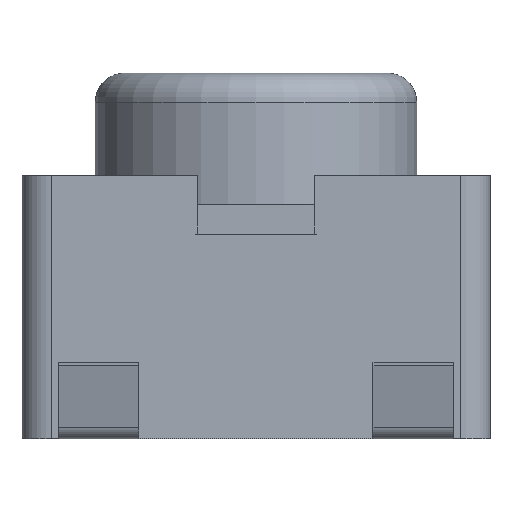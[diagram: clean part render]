
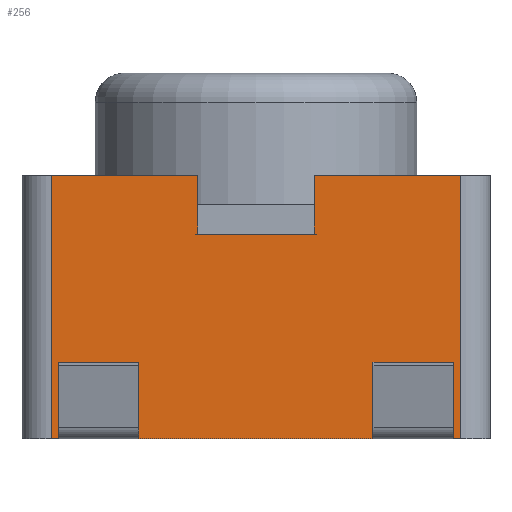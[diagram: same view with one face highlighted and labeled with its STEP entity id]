
A CAD part, left-side view. The second image highlights one B-rep face of the part: STEP entity #256.
In plain terms, the highlighted planar face has unit normal (-1, 0, 0).
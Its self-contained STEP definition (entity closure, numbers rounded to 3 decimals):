
#13=DIRECTION('',(0.,0.,1.));
#29=DIRECTION('',(1.,0.,0.));
#38=DIRECTION('',(0.,-1.,0.));
#61=VECTOR('',#38,1.);
#121=VERTEX_POINT('',#122);
#122=CARTESIAN_POINT('',(-2.1,1.4,0.));
#127=EDGE_CURVE('',#121,#128,#130,.T.);
#128=VERTEX_POINT('',#129);
#129=CARTESIAN_POINT('',(-2.1,1.35,0.));
#130=LINE('',#131,#61);
#131=CARTESIAN_POINT('',(-2.1,1.6,0.));
#160=VERTEX_POINT('',#161);
#161=CARTESIAN_POINT('',(-2.1,0.8,0.));
#163=EDGE_CURVE('',#160,#164,#130,.T.);
#164=VERTEX_POINT('',#165);
#165=CARTESIAN_POINT('',(-2.1,-0.8,0.));
#188=VERTEX_POINT('',#189);
#189=CARTESIAN_POINT('',(-2.1,-1.35,0.));
#191=EDGE_CURVE('',#188,#192,#130,.T.);
#192=VERTEX_POINT('',#193);
#193=CARTESIAN_POINT('',(-2.1,-1.4,0.));
#209=VECTOR('',#13,1.);
#246=VERTEX_POINT('',#247);
#247=CARTESIAN_POINT('',(-2.1,-1.4,1.8));
#251=ORIENTED_EDGE('',*,*,#252,.F.);
#252=EDGE_CURVE('',#192,#246,#253,.T.);
#253=LINE('',#193,#209);
#256=ADVANCED_FACE('',(#257),#364,.F.);
#257=FACE_BOUND('',#258,.F.);
#258=EDGE_LOOP('',(#259,#260,#265,#271,#278,#283,#288,#251,#290,#291,#296,#300,#308,#316,#322,#327,#329,#330,#335,#339,#345,#351,#357,#362));
#259=ORIENTED_EDGE('',*,*,#127,.F.);
#260=ORIENTED_EDGE('',*,*,#261,.T.);
#261=EDGE_CURVE('',#121,#262,#264,.T.);
#262=VERTEX_POINT('',#263);
#263=CARTESIAN_POINT('',(-2.1,1.4,1.8));
#264=LINE('',#122,#209);
#265=ORIENTED_EDGE('',*,*,#266,.T.);
#266=EDGE_CURVE('',#262,#267,#269,.T.);
#267=VERTEX_POINT('',#268);
#268=CARTESIAN_POINT('',(-2.1,0.4,1.8));
#269=LINE('',#270,#61);
#270=CARTESIAN_POINT('',(-2.1,1.6,1.8));
#271=ORIENTED_EDGE('',*,*,#272,.T.);
#272=EDGE_CURVE('',#267,#273,#275,.T.);
#273=VERTEX_POINT('',#274);
#274=CARTESIAN_POINT('',(-2.1,0.4,1.4));
#275=LINE('',#268,#276);
#276=VECTOR('',#277,1.);
#277=DIRECTION('',(0.,0.,-1.));
#278=ORIENTED_EDGE('',*,*,#279,.T.);
#279=EDGE_CURVE('',#273,#280,#282,.T.);
#280=VERTEX_POINT('',#281);
#281=CARTESIAN_POINT('',(-2.1,-0.4,1.4));
#282=LINE('',#274,#61);
#283=ORIENTED_EDGE('',*,*,#284,.F.);
#284=EDGE_CURVE('',#285,#280,#287,.T.);
#285=VERTEX_POINT('',#286);
#286=CARTESIAN_POINT('',(-2.1,-0.4,1.8));
#287=LINE('',#286,#276);
#288=ORIENTED_EDGE('',*,*,#289,.T.);
#289=EDGE_CURVE('',#285,#246,#269,.T.);
#290=ORIENTED_EDGE('',*,*,#191,.F.);
#291=ORIENTED_EDGE('',*,*,#292,.T.);
#292=EDGE_CURVE('',#188,#293,#295,.T.);
#293=VERTEX_POINT('',#294);
#294=CARTESIAN_POINT('',(-2.1,-1.35,0.));
#295=LINE('',#189,#209);
#296=ORIENTED_EDGE('',*,*,#297,.T.);
#297=EDGE_CURVE('',#293,#298,#295,.T.);
#298=VERTEX_POINT('',#299);
#299=CARTESIAN_POINT('',(-2.1,-1.35,0.1));
#300=ORIENTED_EDGE('',*,*,#301,.F.);
#301=EDGE_CURVE('',#302,#298,#304,.T.);
#302=VERTEX_POINT('',#303);
#303=CARTESIAN_POINT('',(-2.1,-1.35,0.112));
#304=LINE('',#305,#306);
#305=CARTESIAN_POINT('',(-2.1,-1.35,0.08));
#306=VECTOR('',#307,1.);
#307=DIRECTION('',(0.,-0.,-1.));
#308=ORIENTED_EDGE('',*,*,#309,.F.);
#309=EDGE_CURVE('',#310,#302,#312,.T.);
#310=VERTEX_POINT('',#311);
#311=CARTESIAN_POINT('',(-2.1,-0.8,0.112));
#312=LINE('',#313,#314);
#313=CARTESIAN_POINT('',(-2.1,0.263,0.112));
#314=VECTOR('',#315,1.);
#315=DIRECTION('',(0.,-1.,0.));
#316=ORIENTED_EDGE('',*,*,#317,.T.);
#317=EDGE_CURVE('',#310,#318,#320,.T.);
#318=VERTEX_POINT('',#319);
#319=CARTESIAN_POINT('',(-2.1,-0.8,0.1));
#320=LINE('',#321,#306);
#321=CARTESIAN_POINT('',(-2.1,-0.8,0.08));
#322=ORIENTED_EDGE('',*,*,#323,.T.);
#323=EDGE_CURVE('',#318,#324,#326,.T.);
#324=VERTEX_POINT('',#325);
#325=CARTESIAN_POINT('',(-2.1,-0.8,0.));
#326=LINE('',#165,#276);
#327=ORIENTED_EDGE('',*,*,#328,.T.);
#328=EDGE_CURVE('',#324,#164,#326,.T.);
#329=ORIENTED_EDGE('',*,*,#163,.F.);
#330=ORIENTED_EDGE('',*,*,#331,.T.);
#331=EDGE_CURVE('',#160,#332,#334,.T.);
#332=VERTEX_POINT('',#333);
#333=CARTESIAN_POINT('',(-2.1,0.8,0.));
#334=LINE('',#161,#209);
#335=ORIENTED_EDGE('',*,*,#336,.T.);
#336=EDGE_CURVE('',#332,#337,#334,.T.);
#337=VERTEX_POINT('',#338);
#338=CARTESIAN_POINT('',(-2.1,0.8,0.1));
#339=ORIENTED_EDGE('',*,*,#340,.F.);
#340=EDGE_CURVE('',#341,#337,#343,.T.);
#341=VERTEX_POINT('',#342);
#342=CARTESIAN_POINT('',(-2.1,0.8,0.112));
#343=LINE('',#344,#306);
#344=CARTESIAN_POINT('',(-2.1,0.8,0.08));
#345=ORIENTED_EDGE('',*,*,#346,.F.);
#346=EDGE_CURVE('',#347,#341,#349,.T.);
#347=VERTEX_POINT('',#348);
#348=CARTESIAN_POINT('',(-2.1,1.35,0.112));
#349=LINE('',#350,#314);
#350=CARTESIAN_POINT('',(-2.1,1.338,0.112));
#351=ORIENTED_EDGE('',*,*,#352,.T.);
#352=EDGE_CURVE('',#347,#353,#355,.T.);
#353=VERTEX_POINT('',#354);
#354=CARTESIAN_POINT('',(-2.1,1.35,0.1));
#355=LINE('',#356,#306);
#356=CARTESIAN_POINT('',(-2.1,1.35,0.08));
#357=ORIENTED_EDGE('',*,*,#358,.T.);
#358=EDGE_CURVE('',#353,#359,#361,.T.);
#359=VERTEX_POINT('',#360);
#360=CARTESIAN_POINT('',(-2.1,1.35,0.));
#361=LINE('',#129,#276);
#362=ORIENTED_EDGE('',*,*,#363,.T.);
#363=EDGE_CURVE('',#359,#128,#361,.T.);
#364=PLANE('',#365);
#365=AXIS2_PLACEMENT_3D('',#131,#29,#38);
